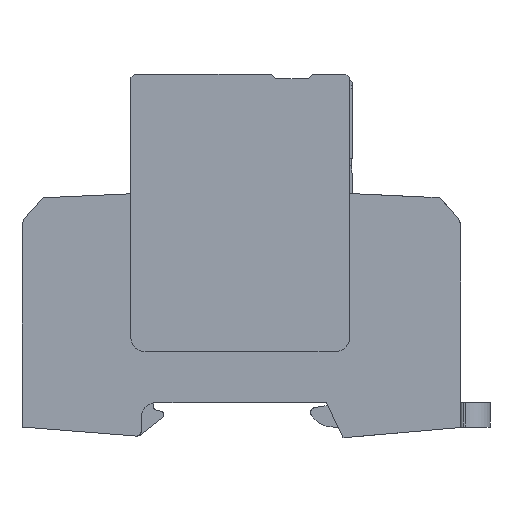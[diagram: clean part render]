
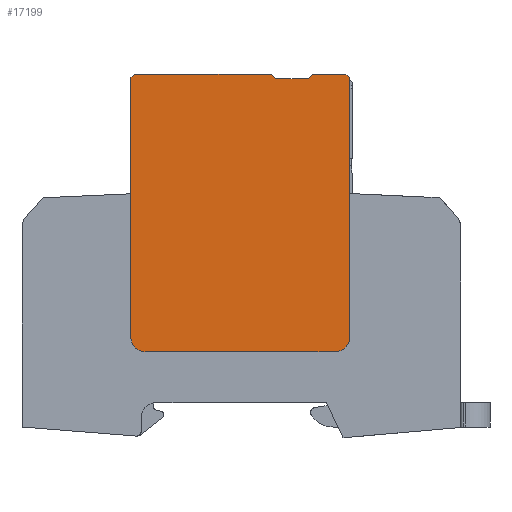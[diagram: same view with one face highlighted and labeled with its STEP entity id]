
A CAD part, left-side view. The second image highlights one B-rep face of the part: STEP entity #17199.
In plain terms, the highlighted planar face has unit normal (-1, 0, 0).
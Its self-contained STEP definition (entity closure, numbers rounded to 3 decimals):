
#17102=AXIS2_PLACEMENT_3D('Plane Axis2P3D',#17099,#17100,#17101) ;
#16917=CARTESIAN_POINT('Vertex',(0.,44.06,73.853)) ;
#16931=CARTESIAN_POINT('Vertex',(0.,44.96,74.753)) ;
#16934=CARTESIAN_POINT('Line Origine',(0.,44.51,74.303)) ;
#17072=CARTESIAN_POINT('Line Origine',(0.,73.485,74.378)) ;
#17076=CARTESIAN_POINT('Vertex',(0.,73.86,74.003)) ;
#17078=CARTESIAN_POINT('Vertex',(0.,73.11,74.753)) ;
#17099=CARTESIAN_POINT('Axis2P3D Location',(0.,72.86,17.703)) ;
#17105=CARTESIAN_POINT('Control Point',(0.,73.86,74.003)) ;
#17106=CARTESIAN_POINT('Control Point',(0.,73.86,63.343)) ;
#17107=CARTESIAN_POINT('Control Point',(0.,73.86,52.683)) ;
#17108=CARTESIAN_POINT('Control Point',(0.,73.86,42.023)) ;
#17109=CARTESIAN_POINT('Control Point',(0.,73.86,31.363)) ;
#17110=CARTESIAN_POINT('Control Point',(0.,73.86,20.703)) ;
#17111=CARTESIAN_POINT('Vertex',(0.,73.86,20.703)) ;
#17115=CARTESIAN_POINT('Control Point',(0.,73.86,20.703)) ;
#17116=CARTESIAN_POINT('Control Point',(0.,73.86,19.76)) ;
#17117=CARTESIAN_POINT('Control Point',(0.,73.491,18.817)) ;
#17118=CARTESIAN_POINT('Control Point',(0.,72.746,18.072)) ;
#17119=CARTESIAN_POINT('Control Point',(0.,71.803,17.703)) ;
#17120=CARTESIAN_POINT('Control Point',(0.,70.86,17.703)) ;
#17121=CARTESIAN_POINT('Vertex',(0.,70.86,17.703)) ;
#17125=CARTESIAN_POINT('Control Point',(0.,70.86,17.703)) ;
#17126=CARTESIAN_POINT('Control Point',(0.,63.06,17.703)) ;
#17127=CARTESIAN_POINT('Control Point',(0.,55.26,17.703)) ;
#17128=CARTESIAN_POINT('Control Point',(0.,47.46,17.703)) ;
#17129=CARTESIAN_POINT('Control Point',(0.,39.66,17.703)) ;
#17130=CARTESIAN_POINT('Control Point',(0.,31.86,17.703)) ;
#17131=CARTESIAN_POINT('Vertex',(0.,31.86,17.703)) ;
#17135=CARTESIAN_POINT('Control Point',(0.,31.86,17.703)) ;
#17136=CARTESIAN_POINT('Control Point',(0.,30.918,17.703)) ;
#17137=CARTESIAN_POINT('Control Point',(0.,29.975,18.072)) ;
#17138=CARTESIAN_POINT('Control Point',(0.,29.229,18.817)) ;
#17139=CARTESIAN_POINT('Control Point',(0.,28.86,19.76)) ;
#17140=CARTESIAN_POINT('Control Point',(0.,28.86,20.703)) ;
#17141=CARTESIAN_POINT('Vertex',(0.,28.86,20.703)) ;
#17145=CARTESIAN_POINT('Control Point',(0.,28.86,20.703)) ;
#17146=CARTESIAN_POINT('Control Point',(0.,28.86,31.363)) ;
#17147=CARTESIAN_POINT('Control Point',(0.,28.86,42.023)) ;
#17148=CARTESIAN_POINT('Control Point',(0.,28.86,52.683)) ;
#17149=CARTESIAN_POINT('Control Point',(0.,28.86,63.343)) ;
#17150=CARTESIAN_POINT('Control Point',(0.,28.86,74.003)) ;
#17151=CARTESIAN_POINT('Vertex',(0.,28.86,74.003)) ;
#17154=CARTESIAN_POINT('Line Origine',(0.,29.235,74.378)) ;
#17158=CARTESIAN_POINT('Vertex',(0.,29.61,74.753)) ;
#17161=CARTESIAN_POINT('Line Origine',(0.,33.035,74.753)) ;
#17165=CARTESIAN_POINT('Vertex',(0.,36.46,74.753)) ;
#17168=CARTESIAN_POINT('Line Origine',(0.,36.91,74.303)) ;
#17172=CARTESIAN_POINT('Vertex',(0.,37.36,73.853)) ;
#17175=CARTESIAN_POINT('Line Origine',(0.,40.71,73.853)) ;
#17180=CARTESIAN_POINT('Line Origine',(0.,59.035,74.753)) ;
#16935=DIRECTION('Vector Direction',(0.,0.707,0.707)) ;
#17073=DIRECTION('Vector Direction',(0.,-0.707,0.707)) ;
#17100=DIRECTION('Axis2P3D Direction',(-1.,0.,0.)) ;
#17101=DIRECTION('Axis2P3D XDirection',(0.,1.,0.)) ;
#17155=DIRECTION('Vector Direction',(0.,-0.707,-0.707)) ;
#17162=DIRECTION('Vector Direction',(0.,1.,0.)) ;
#17169=DIRECTION('Vector Direction',(0.,0.707,-0.707)) ;
#17176=DIRECTION('Vector Direction',(0.,1.,0.)) ;
#17181=DIRECTION('Vector Direction',(0.,1.,0.)) ;
#16936=VECTOR('Line Direction',#16935,1.) ;
#17074=VECTOR('Line Direction',#17073,1.) ;
#17156=VECTOR('Line Direction',#17155,1.) ;
#17163=VECTOR('Line Direction',#17162,1.) ;
#17170=VECTOR('Line Direction',#17169,1.) ;
#17177=VECTOR('Line Direction',#17176,1.) ;
#17182=VECTOR('Line Direction',#17181,1.) ;
#17186=ORIENTED_EDGE('',*,*,#17113,.T.) ;
#17187=ORIENTED_EDGE('',*,*,#17123,.T.) ;
#17188=ORIENTED_EDGE('',*,*,#17133,.T.) ;
#17189=ORIENTED_EDGE('',*,*,#17143,.T.) ;
#17190=ORIENTED_EDGE('',*,*,#17153,.T.) ;
#17191=ORIENTED_EDGE('',*,*,#17160,.F.) ;
#17192=ORIENTED_EDGE('',*,*,#17167,.T.) ;
#17193=ORIENTED_EDGE('',*,*,#17174,.T.) ;
#17194=ORIENTED_EDGE('',*,*,#17179,.T.) ;
#17195=ORIENTED_EDGE('',*,*,#16938,.T.) ;
#17196=ORIENTED_EDGE('',*,*,#17184,.T.) ;
#17197=ORIENTED_EDGE('',*,*,#17080,.F.) ;
#17199=ADVANCED_FACE('ABLEITER_1',(#17198),#17103,.T.) ;
#17104=B_SPLINE_CURVE_WITH_KNOTS('',5,(#17105,#17106,#17107,#17108,#17109,#17110),.UNSPECIFIED.,.F.,.U.,(6,6),(0.65,53.95),.UNSPECIFIED.) ;
#17114=B_SPLINE_CURVE_WITH_KNOTS('',5,(#17115,#17116,#17117,#17118,#17119,#17120),.UNSPECIFIED.,.F.,.U.,(6,6),(0.,4.965),.UNSPECIFIED.) ;
#17124=B_SPLINE_CURVE_WITH_KNOTS('',5,(#17125,#17126,#17127,#17128,#17129,#17130),.UNSPECIFIED.,.F.,.U.,(6,6),(0.,39.),.UNSPECIFIED.) ;
#17134=B_SPLINE_CURVE_WITH_KNOTS('',5,(#17135,#17136,#17137,#17138,#17139,#17140),.UNSPECIFIED.,.F.,.U.,(6,6),(0.,4.965),.UNSPECIFIED.) ;
#17144=B_SPLINE_CURVE_WITH_KNOTS('',5,(#17145,#17146,#17147,#17148,#17149,#17150),.UNSPECIFIED.,.F.,.U.,(6,6),(0.,53.3),.UNSPECIFIED.) ;
#16938=EDGE_CURVE('',#16918,#16932,#16937,.T.) ;
#17080=EDGE_CURVE('',#17077,#17079,#17075,.T.) ;
#17113=EDGE_CURVE('',#17077,#17112,#17104,.T.) ;
#17123=EDGE_CURVE('',#17112,#17122,#17114,.T.) ;
#17133=EDGE_CURVE('',#17122,#17132,#17124,.T.) ;
#17143=EDGE_CURVE('',#17132,#17142,#17134,.T.) ;
#17153=EDGE_CURVE('',#17142,#17152,#17144,.T.) ;
#17160=EDGE_CURVE('',#17159,#17152,#17157,.T.) ;
#17167=EDGE_CURVE('',#17159,#17166,#17164,.T.) ;
#17174=EDGE_CURVE('',#17166,#17173,#17171,.T.) ;
#17179=EDGE_CURVE('',#17173,#16918,#17178,.T.) ;
#17184=EDGE_CURVE('',#16932,#17079,#17183,.T.) ;
#17185=EDGE_LOOP('',(#17186,#17187,#17188,#17189,#17190,#17191,#17192,#17193,#17194,#17195,#17196,#17197)) ;
#17198=FACE_OUTER_BOUND('',#17185,.T.) ;
#16937=LINE('Line',#16934,#16936) ;
#17075=LINE('Line',#17072,#17074) ;
#17157=LINE('Line',#17154,#17156) ;
#17164=LINE('Line',#17161,#17163) ;
#17171=LINE('Line',#17168,#17170) ;
#17178=LINE('Line',#17175,#17177) ;
#17183=LINE('Line',#17180,#17182) ;
#17103=PLANE('',#17102) ;
#16918=VERTEX_POINT('',#16917) ;
#16932=VERTEX_POINT('',#16931) ;
#17077=VERTEX_POINT('',#17076) ;
#17079=VERTEX_POINT('',#17078) ;
#17112=VERTEX_POINT('',#17111) ;
#17122=VERTEX_POINT('',#17121) ;
#17132=VERTEX_POINT('',#17131) ;
#17142=VERTEX_POINT('',#17141) ;
#17152=VERTEX_POINT('',#17151) ;
#17159=VERTEX_POINT('',#17158) ;
#17166=VERTEX_POINT('',#17165) ;
#17173=VERTEX_POINT('',#17172) ;
